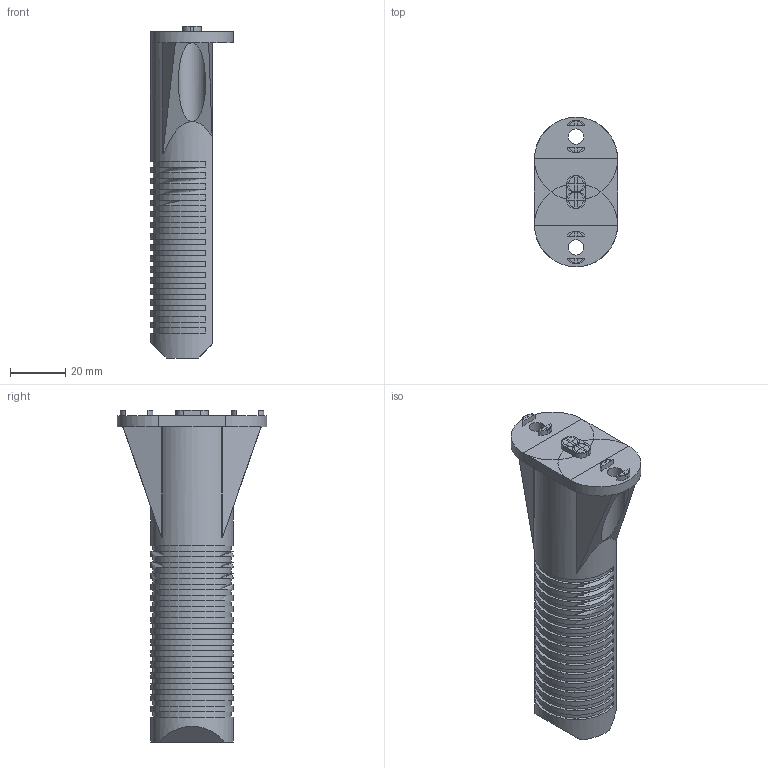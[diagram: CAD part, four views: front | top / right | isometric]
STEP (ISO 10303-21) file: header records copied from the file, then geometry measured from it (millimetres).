
FILE_DESCRIPTION(('FreeCAD Model'),'2;1');
FILE_NAME('Open CASCADE Shape Model','2024-11-05T01:38:43',(''),(''), 'Open CASCADE STEP processor 7.6','FreeCAD','Unknown');
FILE_SCHEMA(('AUTOMOTIVE_DESIGN { 1 0 10303 214 1 1 1 1 }'));
Length unit declared in the file: millimetre
Products named in the file (1): difference018
Bounding box: 30 x 54 x 120 mm (x, y, z)
Volume: 48855.1 mm3; surface area: 19504.3 mm2
Topology: 1 solids, 1 shells, 262 faces, 593 edges, 355 vertices
Faces by surface type: plane 221, cylinder 41
Full cylindrical faces by diameter (mm): 3.5 x2, 5.6 x2
Entity records: 7275 total; most frequent: DIRECTION 1351, CARTESIAN_POINT 1211, ORIENTED_EDGE 1190, EDGE_CURVE 593, AXIS2_PLACEMENT_3D 495, LINE 361, VECTOR 361, VERTEX_POINT 355
